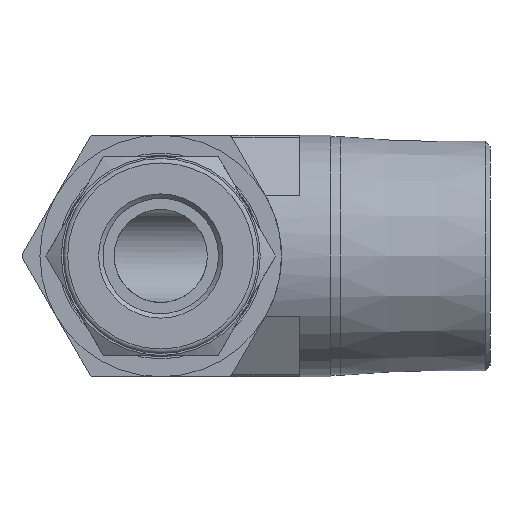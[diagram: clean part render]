
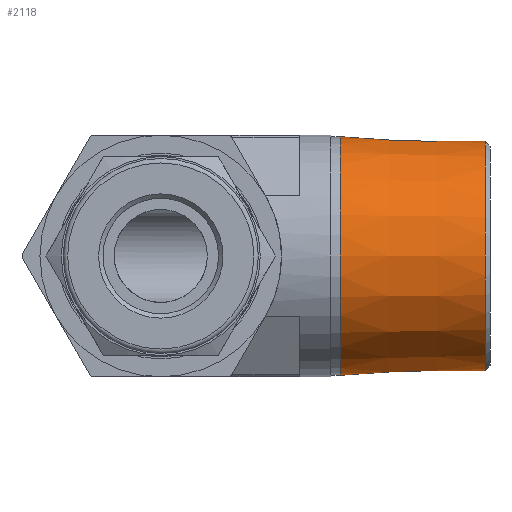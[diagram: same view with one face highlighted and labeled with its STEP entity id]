
A CAD part, left-side view. The second image highlights one B-rep face of the part: STEP entity #2118.
In plain terms, the highlighted conical face has half-angle 1.78 degrees and reference radius 13.084 mm.
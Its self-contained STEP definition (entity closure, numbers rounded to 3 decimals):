
#113=CONICAL_SURFACE('',#2430,13.083,0.031);
#274=CIRCLE('',#2427,13.335);
#275=CIRCLE('',#2429,12.832);
#412=FACE_OUTER_BOUND('',#565,.T.);
#565=EDGE_LOOP('',(#1880,#1881,#1882,#1883));
#697=LINE('',#3811,#824);
#824=VECTOR('',#3135,13.083);
#1023=VERTEX_POINT('',#3803);
#1024=VERTEX_POINT('',#3807);
#1315=EDGE_CURVE('',#1023,#1023,#274,.T.);
#1316=EDGE_CURVE('',#1024,#1024,#275,.T.);
#1318=EDGE_CURVE('',#1023,#1024,#697,.T.);
#1880=ORIENTED_EDGE('',*,*,#1315,.F.);
#1881=ORIENTED_EDGE('',*,*,#1318,.T.);
#1882=ORIENTED_EDGE('',*,*,#1316,.T.);
#1883=ORIENTED_EDGE('',*,*,#1318,.F.);
#2118=ADVANCED_FACE('',(#412),#113,.T.);
#2427=AXIS2_PLACEMENT_3D('',#3805,#3126,#3127);
#2429=AXIS2_PLACEMENT_3D('',#3808,#3130,#3131);
#2430=AXIS2_PLACEMENT_3D('',#3810,#3133,#3134);
#3126=DIRECTION('center_axis',(0.,1.,0.));
#3127=DIRECTION('ref_axis',(-1.,0.,0.));
#3130=DIRECTION('center_axis',(0.,1.,0.));
#3131=DIRECTION('ref_axis',(-1.,0.,0.));
#3133=DIRECTION('center_axis',(0.,1.,0.));
#3134=DIRECTION('ref_axis',(-1.,0.,0.));
#3135=DIRECTION('',(-0.031,-1.,0.));
#3803=CARTESIAN_POINT('',(13.335,-20.065,0.));
#3805=CARTESIAN_POINT('Origin',(0.,-20.065,0.));
#3807=CARTESIAN_POINT('',(12.832,-36.253,0.));
#3808=CARTESIAN_POINT('Origin',(0.,-36.253,0.));
#3810=CARTESIAN_POINT('Origin',(0.,-28.159,0.));
#3811=CARTESIAN_POINT('',(13.083,-28.159,0.));
